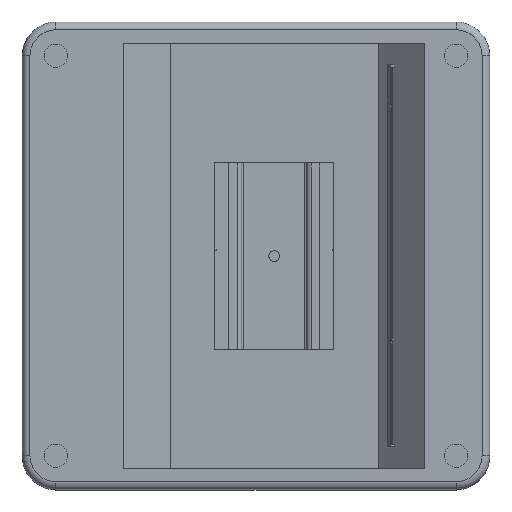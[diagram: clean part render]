
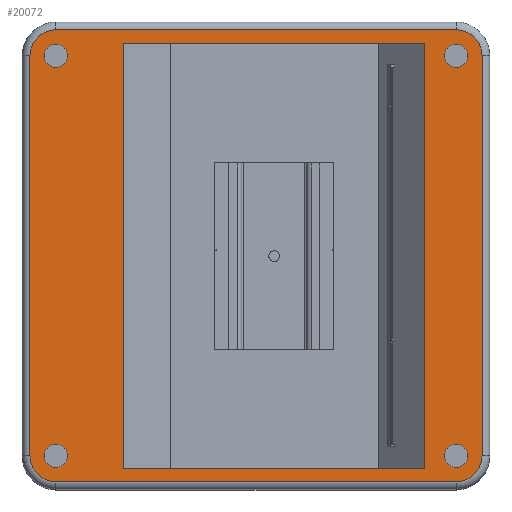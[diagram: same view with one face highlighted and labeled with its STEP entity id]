
A CAD part, top view. The second image highlights one B-rep face of the part: STEP entity #20072.
In plain terms, the highlighted planar face has unit normal (0, 0, 1).
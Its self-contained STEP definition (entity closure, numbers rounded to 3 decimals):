
#15609=DIRECTION('',(0.,1.,0.));
#15610=VECTOR('',#15609,163.6);
#15611=CARTESIAN_POINT('',(-51.,-81.8,55.));
#15612=LINE('',#15611,#15610);
#15617=DIRECTION('',(-1.,0.,0.));
#15618=VECTOR('',#15617,116.);
#15619=CARTESIAN_POINT('',(65.,-81.8,55.));
#15620=LINE('',#15619,#15618);
#15657=DIRECTION('',(1.,0.,0.));
#15658=VECTOR('',#15657,116.);
#15659=CARTESIAN_POINT('',(-51.,81.8,55.));
#15660=LINE('',#15659,#15658);
#15661=CARTESIAN_POINT('',(-77.,77.,55.));
#15662=DIRECTION('',(0.,0.,1.));
#15663=DIRECTION('',(1.,0.,0.));
#15664=AXIS2_PLACEMENT_3D('',#15661,#15662,#15663);
#15666=CARTESIAN_POINT('',(-77.,77.,55.));
#15667=DIRECTION('',(0.,0.,1.));
#15668=DIRECTION('',(-1.,0.,0.));
#15669=AXIS2_PLACEMENT_3D('',#15666,#15667,#15668);
#15671=CARTESIAN_POINT('',(77.,77.,55.));
#15672=DIRECTION('',(0.,0.,1.));
#15673=DIRECTION('',(1.,0.,0.));
#15674=AXIS2_PLACEMENT_3D('',#15671,#15672,#15673);
#15676=CARTESIAN_POINT('',(77.,77.,55.));
#15677=DIRECTION('',(0.,0.,1.));
#15678=DIRECTION('',(-1.,0.,0.));
#15679=AXIS2_PLACEMENT_3D('',#15676,#15677,#15678);
#15681=CARTESIAN_POINT('',(77.,-77.,55.));
#15682=DIRECTION('',(0.,0.,1.));
#15683=DIRECTION('',(1.,0.,0.));
#15684=AXIS2_PLACEMENT_3D('',#15681,#15682,#15683);
#15686=CARTESIAN_POINT('',(77.,-77.,55.));
#15687=DIRECTION('',(0.,0.,1.));
#15688=DIRECTION('',(-1.,0.,0.));
#15689=AXIS2_PLACEMENT_3D('',#15686,#15687,#15688);
#15691=CARTESIAN_POINT('',(-77.,-77.,55.));
#15692=DIRECTION('',(0.,0.,1.));
#15693=DIRECTION('',(1.,0.,0.));
#15694=AXIS2_PLACEMENT_3D('',#15691,#15692,#15693);
#15696=CARTESIAN_POINT('',(-77.,-77.,55.));
#15697=DIRECTION('',(0.,0.,1.));
#15698=DIRECTION('',(-1.,0.,0.));
#15699=AXIS2_PLACEMENT_3D('',#15696,#15697,#15698);
#15701=DIRECTION('',(0.,1.,0.));
#15702=VECTOR('',#15701,163.6);
#15703=CARTESIAN_POINT('',(65.,-81.8,55.));
#15704=LINE('',#15703,#15702);
#15705=CARTESIAN_POINT('',(77.,77.,55.));
#15706=DIRECTION('',(0.,0.,1.));
#15707=DIRECTION('',(1.,0.,0.));
#15708=AXIS2_PLACEMENT_3D('',#15705,#15706,#15707);
#15710=DIRECTION('',(0.,1.,0.));
#15711=VECTOR('',#15710,154.);
#15712=CARTESIAN_POINT('',(87.,-77.,55.));
#15713=LINE('',#15712,#15711);
#15714=CARTESIAN_POINT('',(77.,-77.,55.));
#15715=DIRECTION('',(0.,0.,1.));
#15716=DIRECTION('',(0.,-1.,0.));
#15717=AXIS2_PLACEMENT_3D('',#15714,#15715,#15716);
#15719=DIRECTION('',(1.,0.,0.));
#15720=VECTOR('',#15719,154.);
#15721=CARTESIAN_POINT('',(-77.,-87.,55.));
#15722=LINE('',#15721,#15720);
#15723=CARTESIAN_POINT('',(-77.,-77.,55.));
#15724=DIRECTION('',(0.,0.,1.));
#15725=DIRECTION('',(-1.,0.,0.));
#15726=AXIS2_PLACEMENT_3D('',#15723,#15724,#15725);
#15728=DIRECTION('',(0.,-1.,0.));
#15729=VECTOR('',#15728,154.);
#15730=CARTESIAN_POINT('',(-87.,77.,55.));
#15731=LINE('',#15730,#15729);
#15732=CARTESIAN_POINT('',(-77.,77.,55.));
#15733=DIRECTION('',(0.,0.,1.));
#15734=DIRECTION('',(0.,1.,0.));
#15735=AXIS2_PLACEMENT_3D('',#15732,#15733,#15734);
#15737=DIRECTION('',(-1.,0.,0.));
#15738=VECTOR('',#15737,154.);
#15739=CARTESIAN_POINT('',(77.,87.,55.));
#15740=LINE('',#15739,#15738);
#17432=CARTESIAN_POINT('',(-72.5,77.,55.));
#17433=CARTESIAN_POINT('',(-81.5,77.,55.));
#17434=VERTEX_POINT('',#17432);
#17435=VERTEX_POINT('',#17433);
#17448=CARTESIAN_POINT('',(81.5,77.,55.));
#17449=CARTESIAN_POINT('',(72.5,77.,55.));
#17450=VERTEX_POINT('',#17448);
#17451=VERTEX_POINT('',#17449);
#17452=CARTESIAN_POINT('',(81.5,-77.,55.));
#17453=CARTESIAN_POINT('',(72.5,-77.,55.));
#17454=VERTEX_POINT('',#17452);
#17455=VERTEX_POINT('',#17453);
#17456=CARTESIAN_POINT('',(-72.5,-77.,55.));
#17457=CARTESIAN_POINT('',(-81.5,-77.,55.));
#17458=VERTEX_POINT('',#17456);
#17459=VERTEX_POINT('',#17457);
#17684=CARTESIAN_POINT('',(-51.,81.8,55.));
#17685=VERTEX_POINT('',#17684);
#17686=CARTESIAN_POINT('',(65.,81.8,55.));
#17687=VERTEX_POINT('',#17686);
#17688=CARTESIAN_POINT('',(-51.,-81.8,55.));
#17689=VERTEX_POINT('',#17688);
#17690=CARTESIAN_POINT('',(65.,-81.8,55.));
#17691=VERTEX_POINT('',#17690);
#17692=CARTESIAN_POINT('',(87.,77.,55.));
#17693=CARTESIAN_POINT('',(77.,87.,55.));
#17694=VERTEX_POINT('',#17692);
#17695=VERTEX_POINT('',#17693);
#17700=CARTESIAN_POINT('',(-77.,87.,55.));
#17701=VERTEX_POINT('',#17700);
#17704=CARTESIAN_POINT('',(-87.,77.,55.));
#17705=VERTEX_POINT('',#17704);
#17708=CARTESIAN_POINT('',(-87.,-77.,55.));
#17709=VERTEX_POINT('',#17708);
#17712=CARTESIAN_POINT('',(-77.,-87.,55.));
#17713=VERTEX_POINT('',#17712);
#17716=CARTESIAN_POINT('',(77.,-87.,55.));
#17717=VERTEX_POINT('',#17716);
#17720=CARTESIAN_POINT('',(87.,-77.,55.));
#17721=VERTEX_POINT('',#17720);
#20019=CARTESIAN_POINT('',(0.,0.,55.));
#20020=DIRECTION('',(0.,0.,1.));
#20021=DIRECTION('',(0.,-1.,0.));
#20022=AXIS2_PLACEMENT_3D('',#20019,#20020,#20021);
#20023=PLANE('',#20022);
#20025=ORIENTED_EDGE('',*,*,#20024,.F.);
#20027=ORIENTED_EDGE('',*,*,#20026,.F.);
#20029=ORIENTED_EDGE('',*,*,#20028,.F.);
#20031=ORIENTED_EDGE('',*,*,#20030,.F.);
#20033=ORIENTED_EDGE('',*,*,#20032,.F.);
#20035=ORIENTED_EDGE('',*,*,#20034,.F.);
#20037=ORIENTED_EDGE('',*,*,#20036,.F.);
#20039=ORIENTED_EDGE('',*,*,#20038,.F.);
#20040=EDGE_LOOP('',(#20025,#20027,#20029,#20031,#20033,#20035,#20037,#20039));
#20041=FACE_OUTER_BOUND('',#20040,.F.);
#20043=ORIENTED_EDGE('',*,*,#20042,.T.);
#20045=ORIENTED_EDGE('',*,*,#20044,.T.);
#20046=EDGE_LOOP('',(#20043,#20045));
#20047=FACE_BOUND('',#20046,.F.);
#20049=ORIENTED_EDGE('',*,*,#20048,.T.);
#20051=ORIENTED_EDGE('',*,*,#20050,.T.);
#20052=EDGE_LOOP('',(#20049,#20051));
#20053=FACE_BOUND('',#20052,.F.);
#20055=ORIENTED_EDGE('',*,*,#20054,.T.);
#20057=ORIENTED_EDGE('',*,*,#20056,.T.);
#20058=EDGE_LOOP('',(#20055,#20057));
#20059=FACE_BOUND('',#20058,.F.);
#20060=ORIENTED_EDGE('',*,*,#19953,.F.);
#20061=ORIENTED_EDGE('',*,*,#19969,.F.);
#20062=ORIENTED_EDGE('',*,*,#19982,.T.);
#20063=ORIENTED_EDGE('',*,*,#20012,.F.);
#20064=EDGE_LOOP('',(#20060,#20061,#20062,#20063));
#20065=FACE_BOUND('',#20064,.F.);
#20067=ORIENTED_EDGE('',*,*,#20066,.T.);
#20069=ORIENTED_EDGE('',*,*,#20068,.T.);
#20070=EDGE_LOOP('',(#20067,#20069));
#20071=FACE_BOUND('',#20070,.F.);
#20072=ADVANCED_FACE('',(#20041,#20047,#20053,#20059,#20065,#20071),#20023,.T.);
#15665=CIRCLE('',#15664,4.5);
#15670=CIRCLE('',#15669,4.5);
#15675=CIRCLE('',#15674,4.5);
#15680=CIRCLE('',#15679,4.5);
#15685=CIRCLE('',#15684,4.5);
#15690=CIRCLE('',#15689,4.5);
#15695=CIRCLE('',#15694,4.5);
#15700=CIRCLE('',#15699,4.5);
#15709=CIRCLE('',#15708,10.);
#15718=CIRCLE('',#15717,10.);
#15727=CIRCLE('',#15726,10.);
#15736=CIRCLE('',#15735,10.);
#19953=EDGE_CURVE('',#17689,#17685,#15612,.T.);
#19969=EDGE_CURVE('',#17691,#17689,#15620,.T.);
#19982=EDGE_CURVE('',#17691,#17687,#15704,.T.);
#20012=EDGE_CURVE('',#17685,#17687,#15660,.T.);
#20024=EDGE_CURVE('',#17694,#17695,#15709,.T.);
#20026=EDGE_CURVE('',#17721,#17694,#15713,.T.);
#20028=EDGE_CURVE('',#17717,#17721,#15718,.T.);
#20030=EDGE_CURVE('',#17713,#17717,#15722,.T.);
#20032=EDGE_CURVE('',#17709,#17713,#15727,.T.);
#20034=EDGE_CURVE('',#17705,#17709,#15731,.T.);
#20036=EDGE_CURVE('',#17701,#17705,#15736,.T.);
#20038=EDGE_CURVE('',#17695,#17701,#15740,.T.);
#20042=EDGE_CURVE('',#17450,#17451,#15675,.T.);
#20044=EDGE_CURVE('',#17451,#17450,#15680,.T.);
#20048=EDGE_CURVE('',#17454,#17455,#15685,.T.);
#20050=EDGE_CURVE('',#17455,#17454,#15690,.T.);
#20054=EDGE_CURVE('',#17458,#17459,#15695,.T.);
#20056=EDGE_CURVE('',#17459,#17458,#15700,.T.);
#20066=EDGE_CURVE('',#17434,#17435,#15665,.T.);
#20068=EDGE_CURVE('',#17435,#17434,#15670,.T.);
